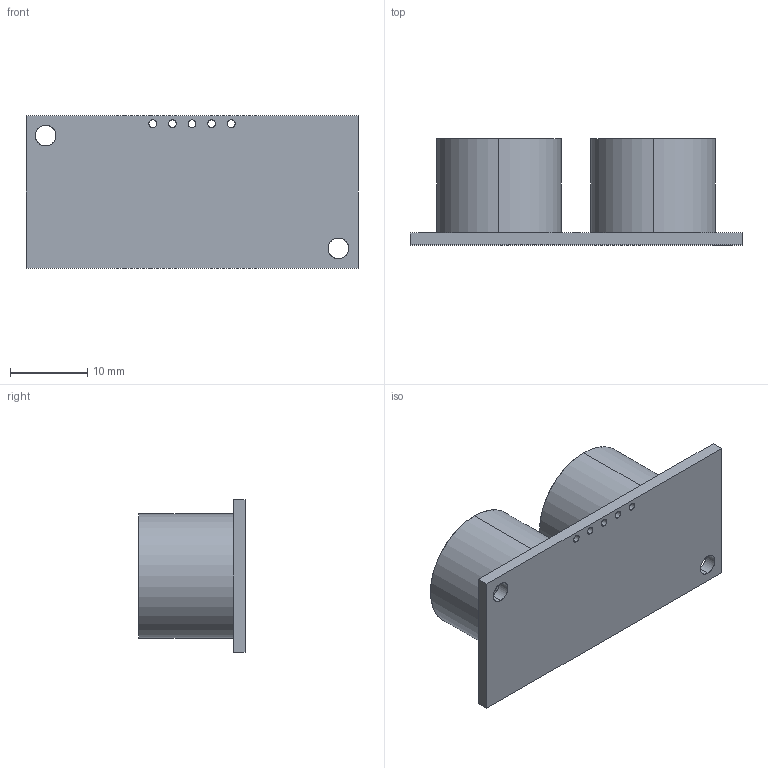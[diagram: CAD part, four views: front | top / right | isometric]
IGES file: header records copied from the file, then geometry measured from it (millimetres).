
Start section: SolidWorks IGES file using analytic representation for surfaces
Global section: file name: R93-SRF04.igs; native system: SolidWorks 2009; preprocessor: SolidWorks 2009; author: Acroname; date: 090114.113049; units: millimetre
Bounding box: 43 x 13.74 x 19.7 mm (x, y, z)
Surface area: 3961.6 mm2 (no closed solid volume)
Topology: 0 solids, 0 shells, 28 faces, 512 edges, 512 vertices
Faces by surface type: revolution 18, bspline 10
